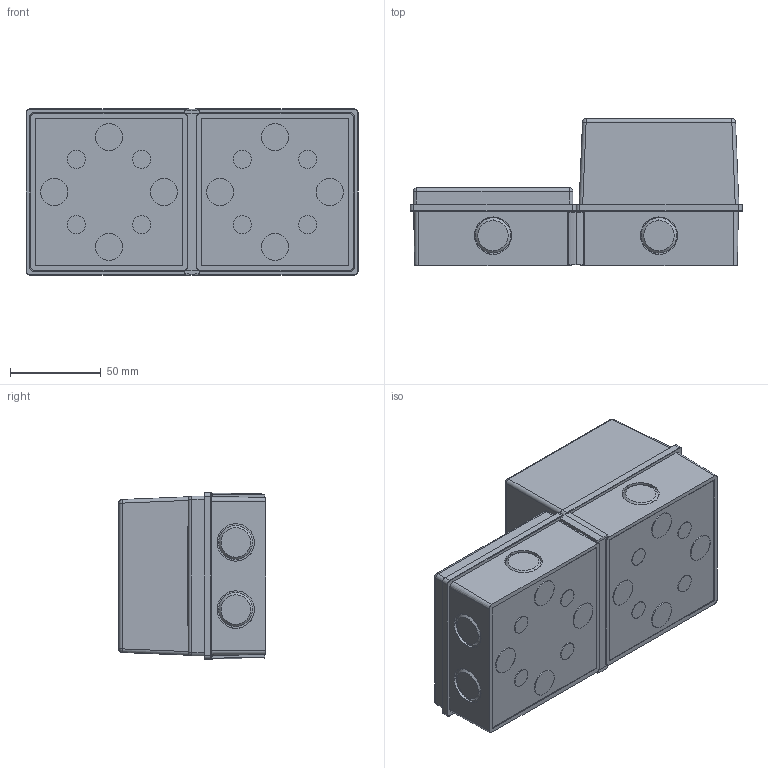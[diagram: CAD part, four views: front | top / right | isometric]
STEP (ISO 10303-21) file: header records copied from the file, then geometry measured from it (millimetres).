
FILE_DESCRIPTION (( 'STEP AP214' ), '1' );
FILE_NAME ('YO4IS.STEP', '2021-05-19T09:59:36', ( '' ), ( '' ), 'SwSTEP 2.0', 'SolidWorks 2021', '' );
FILE_SCHEMA (( 'AUTOMOTIVE_DESIGN' ));
Length unit declared in the file: millimetre
Products named in the file (1): YO4IS
Bounding box: 182.93 x 81.25 x 91.5 mm (x, y, z)
Volume: 853712.5 mm3; surface area: 97491.3 mm2
Topology: 23 solids, 32 shells, 968 faces, 2386 edges, 1559 vertices
Faces by surface type: plane 582, cylinder 192, bspline 130, cone 32, torus 28, sphere 4
Entity records: 46113 total; most frequent: CARTESIAN_POINT 13573, ORIENTED_EDGE 4764, DIRECTION 3898, EDGE_CURVE 2382, VERTEX_POINT 1559, VECTOR 1528, LINE 1528, AXIS2_PLACEMENT_3D 1185
